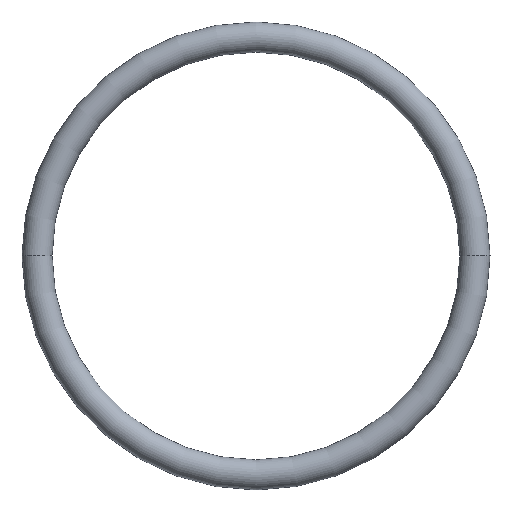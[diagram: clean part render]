
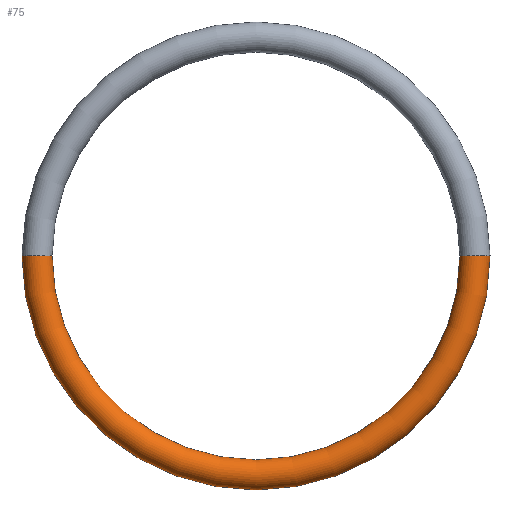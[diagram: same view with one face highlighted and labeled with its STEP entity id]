
A CAD part, top view. The second image highlights one B-rep face of the part: STEP entity #75.
In plain terms, the highlighted toroidal (fillet/blend) face has major radius 12.94 mm and minor radius 0.89 mm.
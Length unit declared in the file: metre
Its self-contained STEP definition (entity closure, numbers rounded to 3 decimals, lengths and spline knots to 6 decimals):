
#1 = CARTESIAN_POINT ( 'NONE',  ( 0., 0., 0.04751 ) ) ;
#5 = VERTEX_POINT ( 'NONE', #158 ) ;
#6 = DIRECTION ( 'NONE',  ( -1., 0., 0. ) ) ;
#11 = TOROIDAL_SURFACE ( 'NONE', #175, 0.01294, 0.00089 ) ;
#13 = DIRECTION ( 'NONE',  ( 0., 0., -1. ) ) ;
#15 = ORIENTED_EDGE ( 'NONE', *, *, #185, .T. ) ;
#17 = ORIENTED_EDGE ( 'NONE', *, *, #66, .T. ) ;
#18 = DIRECTION ( 'NONE',  ( 0., 0., -1. ) ) ;
#24 = CIRCLE ( 'NONE', #134, 0.01205 ) ;
#25 = DIRECTION ( 'NONE',  ( -1., 0., 0. ) ) ;
#26 = DIRECTION ( 'NONE',  ( 0., 0., -1. ) ) ;
#30 = ORIENTED_EDGE ( 'NONE', *, *, #121, .F. ) ;
#31 = AXIS2_PLACEMENT_3D ( 'NONE', #155, #13, #6 ) ;
#38 = AXIS2_PLACEMENT_3D ( 'NONE', #111, #163, #25 ) ;
#40 = DIRECTION ( 'NONE',  ( -1., 0., 0. ) ) ;
#55 = DIRECTION ( 'NONE',  ( -1., 0., 0. ) ) ;
#57 = EDGE_CURVE ( 'NONE', #61, #96, #88, .T. ) ;
#61 = VERTEX_POINT ( 'NONE', #80 ) ;
#63 = CIRCLE ( 'NONE', #76, 0.00089 ) ;
#65 = DIRECTION ( 'NONE',  ( 0., -1., 0. ) ) ;
#66 = EDGE_CURVE ( 'NONE', #5, #89, #63, .T. ) ;
#67 = CARTESIAN_POINT ( 'NONE',  ( 0., 0., 0.04751 ) ) ;
#75 = ADVANCED_FACE ( 'NONE', ( #81 ), #11, .T. ) ;
#76 = AXIS2_PLACEMENT_3D ( 'NONE', #146, #65, #26 ) ;
#80 = CARTESIAN_POINT ( 'NONE',  ( 0.01205, 0., 0.04751 ) ) ;
#81 = FACE_OUTER_BOUND ( 'NONE', #110, .T. ) ;
#83 = CARTESIAN_POINT ( 'NONE',  ( -0.01383, 0., 0.04751 ) ) ;
#88 = CIRCLE ( 'NONE', #38, 0.00089 ) ;
#89 = VERTEX_POINT ( 'NONE', #83 ) ;
#96 = VERTEX_POINT ( 'NONE', #182 ) ;
#110 = EDGE_LOOP ( 'NONE', ( #30, #136, #15, #17 ) ) ;
#111 = CARTESIAN_POINT ( 'NONE',  ( 0.01294, 0., 0.04751 ) ) ;
#121 = EDGE_CURVE ( 'NONE', #96, #89, #192, .T. ) ;
#134 = AXIS2_PLACEMENT_3D ( 'NONE', #1, #18, #55 ) ;
#136 = ORIENTED_EDGE ( 'NONE', *, *, #57, .F. ) ;
#146 = CARTESIAN_POINT ( 'NONE',  ( -0.01294, 0., 0.04751 ) ) ;
#155 = CARTESIAN_POINT ( 'NONE',  ( 0., 0., 0.04751 ) ) ;
#158 = CARTESIAN_POINT ( 'NONE',  ( -0.01205, 0., 0.04751 ) ) ;
#163 = DIRECTION ( 'NONE',  ( 0., 1., 0. ) ) ;
#171 = DIRECTION ( 'NONE',  ( 0., 0., -1. ) ) ;
#175 = AXIS2_PLACEMENT_3D ( 'NONE', #67, #171, #40 ) ;
#182 = CARTESIAN_POINT ( 'NONE',  ( 0.01383, 0., 0.04751 ) ) ;
#185 = EDGE_CURVE ( 'NONE', #61, #5, #24, .T. ) ;
#192 = CIRCLE ( 'NONE', #31, 0.01383 ) ;
